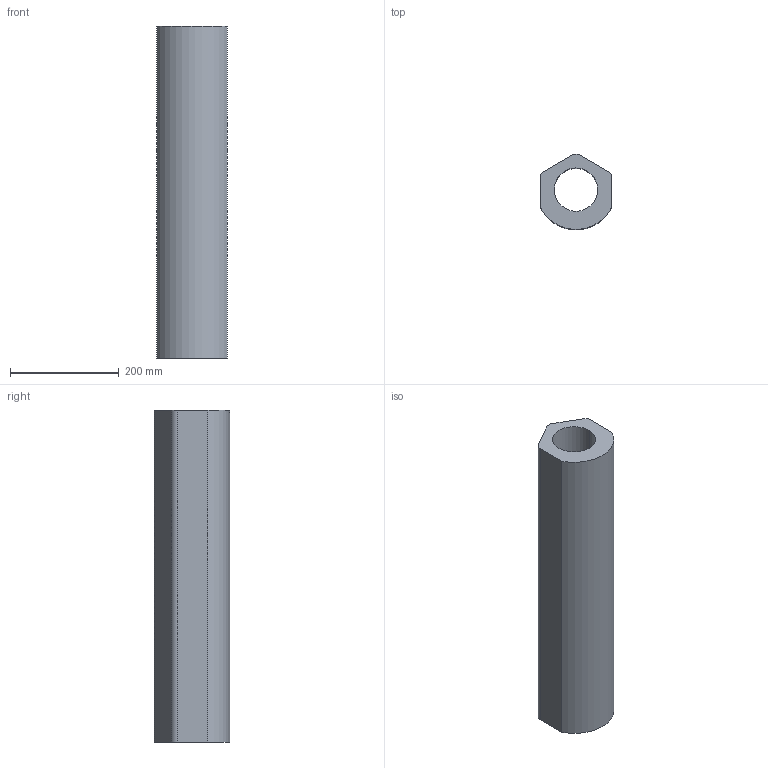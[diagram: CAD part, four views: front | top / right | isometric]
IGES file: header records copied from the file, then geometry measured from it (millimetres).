
Start section:  PTC IGES file: ilc64043101.igs
Global section: file name: ilc64043101.igs; native system: Pro/ENGINEER by Parametric Technology Corporation; preprocessor: 2004290; author: KR; organization: Unknown; date: 050725.074838; units: inch
Bounding box: 130.18 x 137.84 x 609.6 mm (x, y, z)
Surface area: 435435.8 mm2 (no closed solid volume)
Topology: 0 solids, 0 shells, 12 faces, 60 edges, 60 vertices
Faces by surface type: bspline 7, revolution 5
